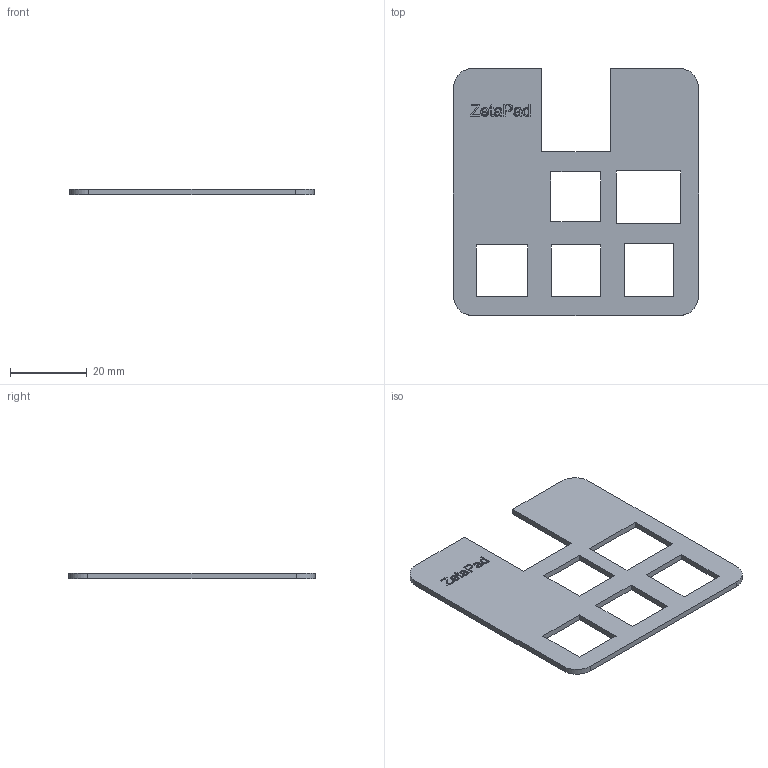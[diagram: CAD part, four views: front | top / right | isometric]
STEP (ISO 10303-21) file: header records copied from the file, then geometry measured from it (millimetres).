
FILE_DESCRIPTION(/* description */ (''),/* implementation_level */ '2;1');
FILE_NAME(/* name */ 'ZetaPad Frame.step',/* time_stamp */ '2025-12-03T22:08:19-05:00',/* author */ (''),/* organization */ (''),/* preprocessor_version */ 'ST-DEVELOPER v20.1',/* originating_system */ 'Autodesk Translation Framework v14.21.0.0',/* authorisation */ '');
FILE_SCHEMA (('AUTOMOTIVE_DESIGN { 1 0 10303 214 3 1 1 }'));
Length unit declared in the file: millimetre
Products named in the file (2): 2025-12-03-22-05-02-008; 2025-12-03-19-48-37-718
Assembly tree (1 placements, depth 2):
  2025-12-03-22-05-02-008
    2025-12-03-19-48-37-718
Bounding box: 63.91 x 64.47 x 1.5 mm (x, y, z)
Volume: 4151.8 mm3; surface area: 6407.8 mm2
Topology: 1 solids, 1 shells, 213 faces, 597 edges, 398 vertices
Faces by surface type: bspline 120, plane 89, cylinder 4
Entity records: 7992 total; most frequent: CARTESIAN_POINT 3251, ORIENTED_EDGE 1194, EDGE_CURVE 597, DIRECTION 557, VERTEX_POINT 398, LINE 349, VECTOR 349, B_SPLINE_CURVE_WITH_KNOTS 240
